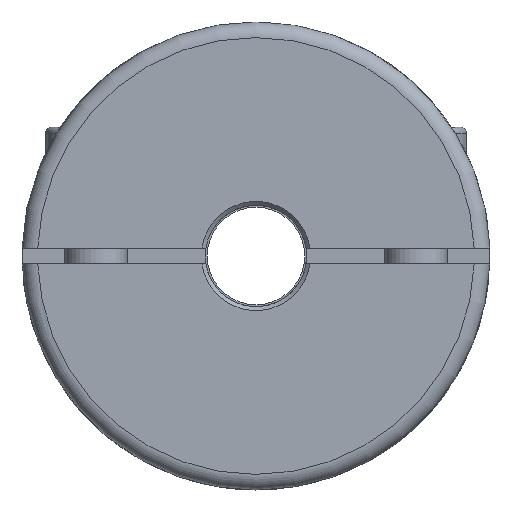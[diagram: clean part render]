
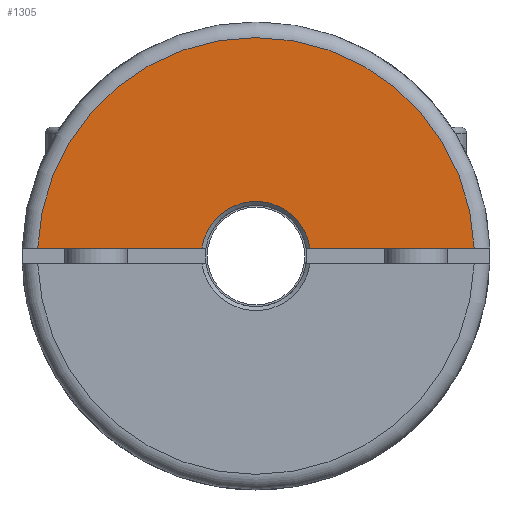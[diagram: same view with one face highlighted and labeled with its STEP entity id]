
A CAD part, left-side view. The second image highlights one B-rep face of the part: STEP entity #1305.
In plain terms, the highlighted planar face has unit normal (-1, 0, 0).
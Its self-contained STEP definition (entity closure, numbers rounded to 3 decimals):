
#1305 = ADVANCED_FACE( '', ( #2802 ), #2803, .T. );
#2802 = FACE_OUTER_BOUND( '', #4445, .T. );
#2803 = PLANE( '', #4446 );
#4445 = EDGE_LOOP( '', ( #8538, #8539, #8540, #8541 ) );
#4446 = AXIS2_PLACEMENT_3D( '', #8542, #8543, #8544 );
#8538 = ORIENTED_EDGE( '', *, *, #9709, .F. );
#8539 = ORIENTED_EDGE( '', *, *, #10889, .T. );
#8540 = ORIENTED_EDGE( '', *, *, #10625, .F. );
#8541 = ORIENTED_EDGE( '', *, *, #9757, .T. );
#8542 = CARTESIAN_POINT( '', ( 0., 0., 6. ) );
#8543 = DIRECTION( '', ( -1., 0., 0. ) );
#8544 = DIRECTION( '', ( 0., 0., 1. ) );
#9709 = EDGE_CURVE( '', #11628, #11630, #11631, .T. );
#9757 = EDGE_CURVE( '', #11701, #11630, #11704, .T. );
#10625 = EDGE_CURVE( '', #11701, #13049, #13050, .T. );
#10889 = EDGE_CURVE( '', #11628, #13049, #13397, .F. );
#11628 = VERTEX_POINT( '', #14565 );
#11630 = VERTEX_POINT( '', #14570 );
#11631 = LINE( '', #14571, #14572 );
#11701 = VERTEX_POINT( '', #14689 );
#11704 = CIRCLE( '', #14705, 28. );
#13049 = VERTEX_POINT( '', #17675 );
#13050 = LINE( '', #17676, #17677 );
#13397 = CIRCLE( '', #18521, 7. );
#14565 = CARTESIAN_POINT( '', ( 0., 6.928, 1. ) );
#14570 = CARTESIAN_POINT( '', ( 0., 27.982, 1. ) );
#14571 = CARTESIAN_POINT( '', ( 0., 0., 1. ) );
#14572 = VECTOR( '', #19347, 1000. );
#14689 = CARTESIAN_POINT( '', ( 0., -27.982, 1. ) );
#14705 = AXIS2_PLACEMENT_3D( '', #19432, #19433, #19434 );
#17675 = CARTESIAN_POINT( '', ( 0., -6.928, 1. ) );
#17676 = CARTESIAN_POINT( '', ( 0., 0., 1. ) );
#17677 = VECTOR( '', #20305, 1000. );
#18521 = AXIS2_PLACEMENT_3D( '', #20531, #20532, #20533 );
#19347 = DIRECTION( '', ( 0., 1., 0. ) );
#19432 = CARTESIAN_POINT( '', ( 0., 0., 0. ) );
#19433 = DIRECTION( '', ( -1., 0., 0. ) );
#19434 = DIRECTION( '', ( 0., 0., 1. ) );
#20305 = DIRECTION( '', ( 0., 1., 0. ) );
#20531 = CARTESIAN_POINT( '', ( 0., 0., 0. ) );
#20532 = DIRECTION( '', ( -1., 0., 0. ) );
#20533 = DIRECTION( '', ( 0., 0., 1. ) );
